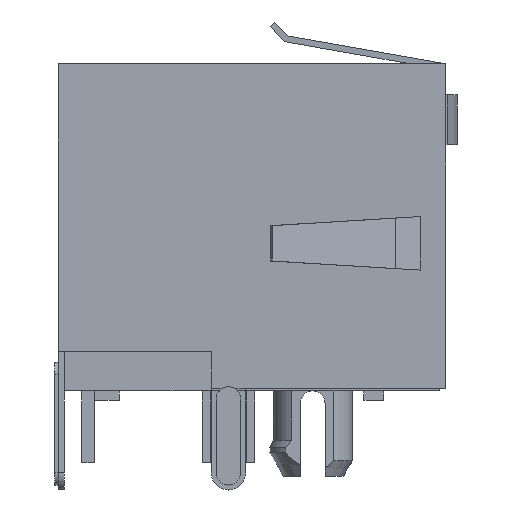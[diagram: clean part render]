
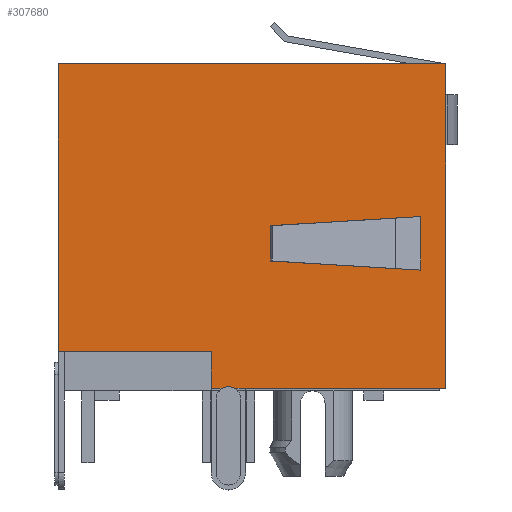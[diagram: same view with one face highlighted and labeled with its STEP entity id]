
A CAD part, left-side view. The second image highlights one B-rep face of the part: STEP entity #307680.
In plain terms, the highlighted planar face has unit normal (-1, 0, 0).
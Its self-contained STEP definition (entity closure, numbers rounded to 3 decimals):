
#2320=CARTESIAN_POINT('',(-31.88,-12.73,-9.21));
#2330=VERTEX_POINT('',#2320);
#2360=CARTESIAN_POINT('',(-31.88,0.,-9.21));
#2370=DIRECTION('',(0.,-1.,0.));
#2380=VECTOR('',#2370,1.);
#2390=LINE('',#2360,#2380);
#3180=CARTESIAN_POINT('',(-31.88,-12.73,-7.81));
#3190=VERTEX_POINT('',#3180);
#184720=CARTESIAN_POINT('',(-31.88,-12.73,0.32));
#184730=VERTEX_POINT('',#184720);
#184760=CARTESIAN_POINT('',(-31.88,0.47,0.32));
#184770=DIRECTION('',(0.,1.,0.));
#184780=VECTOR('',#184770,1.);
#184790=LINE('',#184760,#184780);
#184800=CARTESIAN_POINT('',(-31.88,0.47,0.32));
#184810=VERTEX_POINT('',#184800);
#184820=EDGE_CURVE('',#184730,#184810,#184790,.T.);
#185060=CARTESIAN_POINT('',(-31.88,0.47,-11.405));
#185070=DIRECTION('',(0.,0.,1.));
#185080=VECTOR('',#185070,1.);
#185090=LINE('',#185060,#185080);
#185100=CARTESIAN_POINT('',(-31.88,0.47,-15.43));
#185110=VERTEX_POINT('',#185100);
#185120=EDGE_CURVE('',#185110,#184810,#185090,.T.);
#189640=CARTESIAN_POINT('',(-31.88,-11.23,-9.21));
#189650=VERTEX_POINT('',#189640);
#189680=EDGE_CURVE('',#189650,#2330,#2390,.T.);
#304400=CARTESIAN_POINT('',(-31.88,-11.23,-11.405));
#304410=DIRECTION('',(0.,0.,-1.));
#304420=VECTOR('',#304410,1.);
#304430=LINE('',#304400,#304420);
#304440=CARTESIAN_POINT('',(-31.88,-11.23,-15.43));
#304450=VERTEX_POINT('',#304440);
#304460=EDGE_CURVE('',#189650,#304450,#304430,.T.);
#306920=CARTESIAN_POINT('',(-31.88,0.47,0.32));
#306930=DIRECTION('',(1.,0.,-0.));
#306940=DIRECTION('',(0.,0.,1.));
#306950=AXIS2_PLACEMENT_3D('',#306920,#306930,#306940);
#306960=PLANE('',#306950);
#306970=CARTESIAN_POINT('',(-31.88,-6.359,-11.405));
#306980=DIRECTION('',(0.,-0.057,-0.998));
#306990=VECTOR('',#306980,1.);
#307000=LINE('',#306970,#306990);
#307010=CARTESIAN_POINT('',(-31.88,-5.741,-0.683)
);
#307020=VERTEX_POINT('',#307010);
#307030=CARTESIAN_POINT('',(-31.88,-5.801,-1.716))
;
#307040=VERTEX_POINT('',#307030);
#307050=EDGE_CURVE('',#307020,#307040,#307000,.T.);
#307060=ORIENTED_EDGE('',*,*,#307050,.F.);
#307070=CARTESIAN_POINT('',(-31.88,0.47,-1.716));
#307080=DIRECTION('',(0.,-1.,0.));
#307090=VECTOR('',#307080,1.);
#307100=LINE('',#307070,#307090);
#307110=CARTESIAN_POINT('',(-31.88,-7.859,-1.716))
;
#307120=VERTEX_POINT('',#307110);
#307130=EDGE_CURVE('',#307040,#307120,#307100,.T.);
#307140=ORIENTED_EDGE('',*,*,#307130,.F.);
#307150=CARTESIAN_POINT('',(-31.88,-7.301,-11.405));
#307160=DIRECTION('',(0.,-0.057,0.998));
#307170=VECTOR('',#307160,1.);
#307180=LINE('',#307150,#307170);
#307190=CARTESIAN_POINT('',(-31.88,-7.919,-0.683)
);
#307200=VERTEX_POINT('',#307190);
#307210=EDGE_CURVE('',#307120,#307200,#307180,.T.);
#307220=ORIENTED_EDGE('',*,*,#307210,.F.);
#307230=CARTESIAN_POINT('',(-31.88,0.47,-0.683));
#307240=DIRECTION('',(0.,-1.,0.));
#307250=VECTOR('',#307240,1.);
#307260=LINE('',#307230,#307250);
#307270=EDGE_CURVE('',#307020,#307200,#307260,.T.);
#307280=ORIENTED_EDGE('',*,*,#307270,.T.);
#307290=EDGE_LOOP('',(#307280,#307220,#307140,#307060));
#307300=FACE_BOUND('',#307290,.T.);
#307310=ORIENTED_EDGE('',*,*,#184820,.T.);
#307320=CARTESIAN_POINT('',(-31.88,-12.73,-11.405));
#307330=DIRECTION('',(0.,0.,-1.));
#307340=VECTOR('',#307330,1.);
#307350=LINE('',#307320,#307340);
#307360=EDGE_CURVE('',#184730,#3190,#307350,.T.);
#307370=ORIENTED_EDGE('',*,*,#307360,.F.);
#307380=CARTESIAN_POINT('',(-31.88,-12.73,-11.405));
#307390=DIRECTION('',(0.,0.,1.));
#307400=VECTOR('',#307390,1.);
#307410=LINE('',#307380,#307400);
#307420=CARTESIAN_POINT('',(-31.88,-12.73,-8.255));
#307430=VERTEX_POINT('',#307420);
#307440=EDGE_CURVE('',#307430,#3190,#307410,.T.);
#307450=ORIENTED_EDGE('',*,*,#307440,.T.);
#307460=CARTESIAN_POINT('',(-31.88,-13.16,-8.51));
#307470=DIRECTION('',(1.,0.,0.));
#307480=DIRECTION('',(0.,-1.,0.));
#307490=AXIS2_PLACEMENT_3D('',#307460,#307470,#307480);
#307500=CIRCLE('',#307490,0.5);
#307510=CARTESIAN_POINT('',(-31.88,-12.73,-8.765));
#307520=VERTEX_POINT('',#307510);
#307530=EDGE_CURVE('',#307520,#307430,#307500,.T.);
#307540=ORIENTED_EDGE('',*,*,#307530,.T.);
#307550=EDGE_CURVE('',#2330,#307520,#307410,.T.);
#307560=ORIENTED_EDGE('',*,*,#307550,.T.);
#307570=ORIENTED_EDGE('',*,*,#189680,.T.);
#307580=ORIENTED_EDGE('',*,*,#304460,.F.);
#307590=CARTESIAN_POINT('',(-31.88,0.47,-15.43));
#307600=DIRECTION('',(0.,-1.,0.));
#307610=VECTOR('',#307600,1.);
#307620=LINE('',#307590,#307610);
#307630=EDGE_CURVE('',#185110,#304450,#307620,.T.);
#307640=ORIENTED_EDGE('',*,*,#307630,.T.);
#307650=ORIENTED_EDGE('',*,*,#185120,.F.);
#307660=EDGE_LOOP('',(#307650,#307640,#307580,#307570,#307560,#307540,
#307450,#307370,#307310));
#307670=FACE_OUTER_BOUND('',#307660,.T.);
#307680=ADVANCED_FACE('',(#307300,#307670),#306960,.F.);
